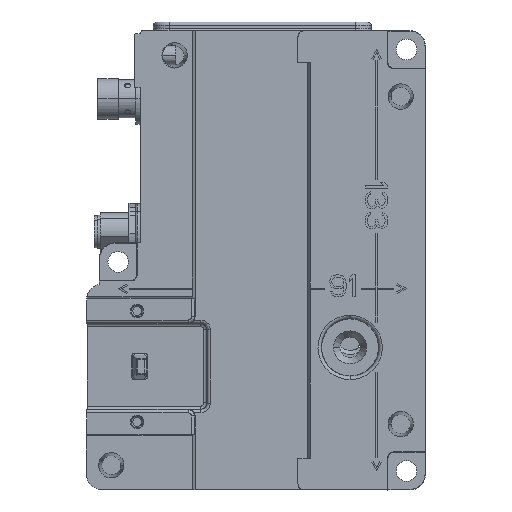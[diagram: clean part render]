
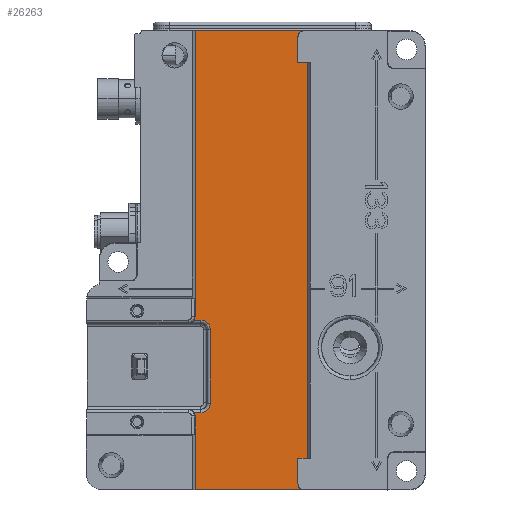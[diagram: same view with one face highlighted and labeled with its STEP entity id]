
A CAD part, front view. The second image highlights one B-rep face of the part: STEP entity #26263.
In plain terms, the highlighted planar face has unit normal (0, -1, 0).
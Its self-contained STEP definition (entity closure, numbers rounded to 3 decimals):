
#2973=DIRECTION('',(-1.,0.,0.));
#2974=VECTOR('',#2973,36.54);
#2975=CARTESIAN_POINT('',(70.79,-46.,
-0.105));
#2976=LINE('',#2975,#2974);
#3964=DIRECTION('',(1.,0.,0.));
#3965=VECTOR('',#3964,36.54);
#3966=CARTESIAN_POINT('',(34.25,-46.,
-144.895));
#3967=LINE('',#3966,#3965);
#4428=DIRECTION('',(-0.131,0.,-0.991));
#4429=VECTOR('',#4428,7.964);
#4430=CARTESIAN_POINT('',(70.79,-46.,
-0.105));
#4431=LINE('',#4430,#4429);
#4432=DIRECTION('',(0.,0.,-1.));
#4433=VECTOR('',#4432,125.);
#4434=CARTESIAN_POINT('',(69.75,-46.,-10.));
#4435=LINE('',#4434,#4433);
#4436=DIRECTION('',(0.131,0.,-0.991));
#4437=VECTOR('',#4436,7.964);
#4438=CARTESIAN_POINT('',(69.75,-46.,-137.));
#4439=LINE('',#4438,#4437);
#4440=CARTESIAN_POINT('',(34.25,-46.,
-121.604));
#4441=CARTESIAN_POINT('',(34.25,-46.,
-121.483));
#4442=CARTESIAN_POINT('',(34.229,-46.,
-121.246));
#4443=CARTESIAN_POINT('',(34.132,-46.,
-120.897));
#4444=CARTESIAN_POINT('',(34.029,-46.,
-120.683));
#4445=CARTESIAN_POINT('',(33.967,-46.,
-120.579));
#4447=CARTESIAN_POINT('',(36.08,-46.,
-120.579));
#4448=CARTESIAN_POINT('',(36.349,-46.,
-120.579));
#4449=CARTESIAN_POINT('',(36.865,-46.,
-120.509));
#4450=CARTESIAN_POINT('',(37.599,-46.,
-120.206));
#4451=CARTESIAN_POINT('',(38.225,-46.,
-119.725));
#4452=CARTESIAN_POINT('',(38.706,-46.,
-119.099));
#4453=CARTESIAN_POINT('',(39.009,-46.,
-118.365));
#4454=CARTESIAN_POINT('',(39.079,-46.,
-117.849));
#4455=CARTESIAN_POINT('',(39.079,-46.,
-117.58));
#4457=CARTESIAN_POINT('',(39.079,-46.,
-94.42));
#4458=CARTESIAN_POINT('',(39.079,-46.,
-94.151));
#4459=CARTESIAN_POINT('',(39.009,-46.,
-93.635));
#4460=CARTESIAN_POINT('',(38.706,-46.,
-92.901));
#4461=CARTESIAN_POINT('',(38.225,-46.,
-92.275));
#4462=CARTESIAN_POINT('',(37.599,-46.,
-91.794));
#4463=CARTESIAN_POINT('',(36.865,-46.,
-91.491));
#4464=CARTESIAN_POINT('',(36.349,-46.,
-91.421));
#4465=CARTESIAN_POINT('',(36.08,-46.,
-91.421));
#4467=CARTESIAN_POINT('',(33.967,-46.,
-91.421));
#4468=CARTESIAN_POINT('',(34.029,-46.,
-91.317));
#4469=CARTESIAN_POINT('',(34.132,-46.,
-91.103));
#4470=CARTESIAN_POINT('',(34.229,-46.,
-90.754));
#4471=CARTESIAN_POINT('',(34.25,-46.,
-90.517));
#4472=CARTESIAN_POINT('',(34.25,-46.,
-90.396));
#4474=CARTESIAN_POINT('',(70.79,-46.,
-0.105));
#4546=DIRECTION('',(0.,0.,1.));
#4547=VECTOR('',#4546,2.);
#4548=CARTESIAN_POINT('',(69.75,-46.,-10.));
#4549=LINE('',#4548,#4547);
#4558=DIRECTION('',(0.,0.,1.));
#4559=VECTOR('',#4558,2.);
#4560=CARTESIAN_POINT('',(69.75,-46.,-137.));
#4561=LINE('',#4560,#4559);
#4578=DIRECTION('',(0.,0.,-1.));
#4579=VECTOR('',#4578,23.291);
#4580=CARTESIAN_POINT('',(34.25,-46.,
-121.604));
#4581=LINE('',#4580,#4579);
#4975=DIRECTION('',(1.,0.,0.));
#4976=VECTOR('',#4975,2.113);
#4977=CARTESIAN_POINT('',(33.967,-46.,
-91.421));
#4978=LINE('',#4977,#4976);
#5002=DIRECTION('',(0.,0.,-1.));
#5003=VECTOR('',#5002,23.16);
#5004=CARTESIAN_POINT('',(39.079,-46.,
-94.42));
#5005=LINE('',#5004,#5003);
#5024=DIRECTION('',(-1.,0.,0.));
#5025=VECTOR('',#5024,2.113);
#5026=CARTESIAN_POINT('',(36.08,-46.,
-120.579));
#5027=LINE('',#5026,#5025);
#5372=DIRECTION('',(0.,0.,-1.));
#5373=VECTOR('',#5372,90.291);
#5374=CARTESIAN_POINT('',(34.25,-46.,
-0.105));
#5375=LINE('',#5374,#5373);
#16706=VERTEX_POINT('',#4474);
#16707=CARTESIAN_POINT('',(34.25,-46.,
-0.105));
#16708=VERTEX_POINT('',#16707);
#16977=VERTEX_POINT('',#4467);
#16978=VERTEX_POINT('',#4472);
#16979=CARTESIAN_POINT('',(69.75,-46.,-8.));
#16980=VERTEX_POINT('',#16979);
#16981=CARTESIAN_POINT('',(69.75,-46.,-10.));
#16982=VERTEX_POINT('',#16981);
#16983=CARTESIAN_POINT('',(69.75,-46.,-135.));
#16984=VERTEX_POINT('',#16983);
#16985=CARTESIAN_POINT('',(69.75,-46.,-137.));
#16986=VERTEX_POINT('',#16985);
#16987=CARTESIAN_POINT('',(70.79,-46.,
-144.895));
#16988=VERTEX_POINT('',#16987);
#16989=CARTESIAN_POINT('',(34.25,-46.,
-144.895));
#16990=VERTEX_POINT('',#16989);
#16991=CARTESIAN_POINT('',(34.25,-46.,
-121.604));
#16992=VERTEX_POINT('',#16991);
#16993=VERTEX_POINT('',#4445);
#16994=CARTESIAN_POINT('',(36.08,-46.,
-120.579));
#16995=VERTEX_POINT('',#16994);
#16996=VERTEX_POINT('',#4455);
#16997=CARTESIAN_POINT('',(39.079,-46.,
-94.42));
#16998=VERTEX_POINT('',#16997);
#16999=VERTEX_POINT('',#4465);
#26227=CARTESIAN_POINT('',(69.75,-46.,0.));
#26228=DIRECTION('',(0.,1.,0.));
#26229=DIRECTION('',(-1.,0.,0.));
#26230=AXIS2_PLACEMENT_3D('',#26227,#26228,#26229);
#26231=PLANE('',#26230);
#26232=ORIENTED_EDGE('',*,*,#23921,.F.);
#26234=ORIENTED_EDGE('',*,*,#26233,.T.);
#26236=ORIENTED_EDGE('',*,*,#26235,.F.);
#26238=ORIENTED_EDGE('',*,*,#26237,.T.);
#26240=ORIENTED_EDGE('',*,*,#26239,.F.);
#26242=ORIENTED_EDGE('',*,*,#26241,.T.);
#26243=ORIENTED_EDGE('',*,*,#25179,.F.);
#26245=ORIENTED_EDGE('',*,*,#26244,.F.);
#26247=ORIENTED_EDGE('',*,*,#26246,.T.);
#26249=ORIENTED_EDGE('',*,*,#26248,.F.);
#26251=ORIENTED_EDGE('',*,*,#26250,.T.);
#26253=ORIENTED_EDGE('',*,*,#26252,.F.);
#26255=ORIENTED_EDGE('',*,*,#26254,.T.);
#26257=ORIENTED_EDGE('',*,*,#26256,.F.);
#26258=ORIENTED_EDGE('',*,*,#26208,.T.);
#26260=ORIENTED_EDGE('',*,*,#26259,.F.);
#26261=EDGE_LOOP('',(#26232,#26234,#26236,#26238,#26240,#26242,#26243,#26245,
#26247,#26249,#26251,#26253,#26255,#26257,#26258,#26260));
#26262=FACE_OUTER_BOUND('',#26261,.F.);
#26263=ADVANCED_FACE('',(#26262),#26231,.F.);
#4446=B_SPLINE_CURVE_WITH_KNOTS('',3,(#4440,#4441,#4442,#4443,#4444,#4445),
.UNSPECIFIED.,.F.,.F.,(4,1,1,4),(0.,0.333,0.667,1.),
.UNSPECIFIED.);
#4456=B_SPLINE_CURVE_WITH_KNOTS('',3,(#4447,#4448,#4449,#4450,#4451,#4452,#4453,
#4454,#4455),.UNSPECIFIED.,.F.,.F.,(4,1,1,1,1,1,4),(0.,0.167,
0.333,0.5,0.667,0.833,1.),
.UNSPECIFIED.);
#4466=B_SPLINE_CURVE_WITH_KNOTS('',3,(#4457,#4458,#4459,#4460,#4461,#4462,#4463,
#4464,#4465),.UNSPECIFIED.,.F.,.F.,(4,1,1,1,1,1,4),(0.,0.167,
0.333,0.5,0.667,0.833,1.),
.UNSPECIFIED.);
#4473=B_SPLINE_CURVE_WITH_KNOTS('',3,(#4467,#4468,#4469,#4470,#4471,#4472),
.UNSPECIFIED.,.F.,.F.,(4,1,1,4),(0.,0.333,0.667,1.),
.UNSPECIFIED.);
#23921=EDGE_CURVE('',#16706,#16708,#2976,.T.);
#25179=EDGE_CURVE('',#16990,#16988,#3967,.T.);
#26208=EDGE_CURVE('',#16977,#16978,#4473,.T.);
#26233=EDGE_CURVE('',#16706,#16980,#4431,.T.);
#26235=EDGE_CURVE('',#16982,#16980,#4549,.T.);
#26237=EDGE_CURVE('',#16982,#16984,#4435,.T.);
#26239=EDGE_CURVE('',#16986,#16984,#4561,.T.);
#26241=EDGE_CURVE('',#16986,#16988,#4439,.T.);
#26244=EDGE_CURVE('',#16992,#16990,#4581,.T.);
#26246=EDGE_CURVE('',#16992,#16993,#4446,.T.);
#26248=EDGE_CURVE('',#16995,#16993,#5027,.T.);
#26250=EDGE_CURVE('',#16995,#16996,#4456,.T.);
#26252=EDGE_CURVE('',#16998,#16996,#5005,.T.);
#26254=EDGE_CURVE('',#16998,#16999,#4466,.T.);
#26256=EDGE_CURVE('',#16977,#16999,#4978,.T.);
#26259=EDGE_CURVE('',#16708,#16978,#5375,.T.);
